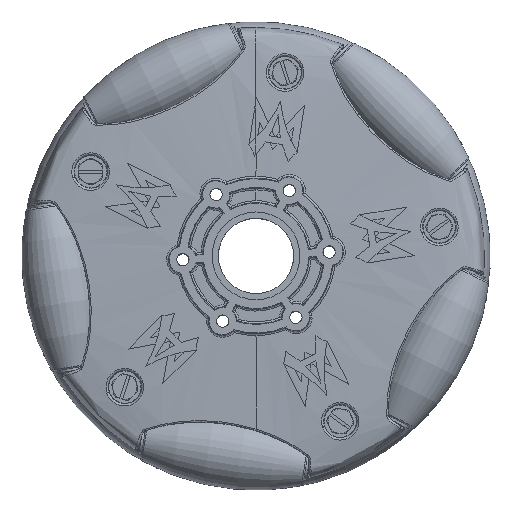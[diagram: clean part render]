
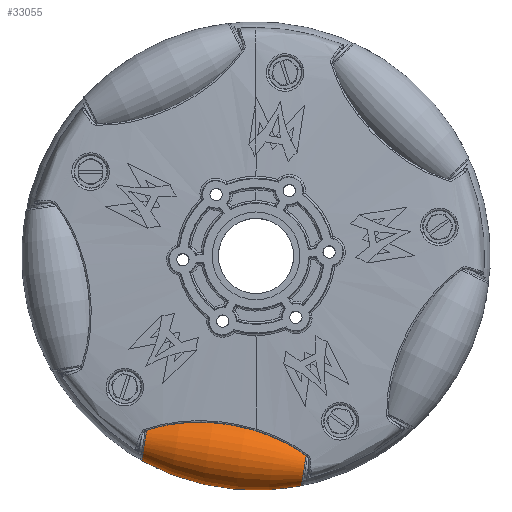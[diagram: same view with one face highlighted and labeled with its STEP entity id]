
A CAD part, top view. The second image highlights one B-rep face of the part: STEP entity #33055.
In plain terms, the highlighted toroidal (fillet/blend) face has major radius 64.77 mm and minor radius 76.2 mm.
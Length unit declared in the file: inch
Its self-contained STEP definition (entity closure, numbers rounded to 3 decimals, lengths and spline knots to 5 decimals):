
#1360 = CARTESIAN_POINT ( 'NONE',  ( 2.34568, 0.88393, 0. ) ) ;
#3836 = ORIENTED_EDGE ( 'NONE', *, *, #47227, .F. ) ;
#7970 = DIRECTION ( 'NONE',  ( 0., 0., 1. ) ) ;
#10541 = EDGE_CURVE ( 'NONE', #69055, #60665, #74257, .T. ) ;
#12250 = TOROIDAL_SURFACE ( 'NONE', #68524, -2.55, 3. ) ;
#12685 = CARTESIAN_POINT ( 'NONE',  ( 1.07225, 2.534, 0. ) ) ;
#17286 = CIRCLE ( 'NONE', #36431, 3. ) ;
#18039 = DIRECTION ( 'NONE',  ( 0., 0., -1. ) ) ;
#18734 = DIRECTION ( 'NONE',  ( 0.707, 0.707, 0. ) ) ;
#23418 = VERTEX_POINT ( 'NONE', #65182 ) ;
#24328 = CARTESIAN_POINT ( 'NONE',  ( 0.88393, 2.34568, 0. ) ) ;
#25525 = AXIS2_PLACEMENT_3D ( 'NONE', #12685, #55182, #18734 ) ;
#28327 = EDGE_LOOP ( 'NONE', ( #48106, #52067, #46134, #3836 ) ) ;
#28349 = FACE_OUTER_BOUND ( 'NONE', #28327, .T. ) ;
#28417 = CIRCLE ( 'NONE', #34890, 0.26632 ) ;
#29038 = DIRECTION ( 'NONE',  ( -0.707, 0.707, 0. ) ) ;
#32338 = EDGE_CURVE ( 'NONE', #33049, #23418, #28417, .T. ) ;
#33049 = VERTEX_POINT ( 'NONE', #1360 ) ;
#33055 = ADVANCED_FACE ( 'NONE', ( #28349 ), #12250, .T. ) ;
#34890 = AXIS2_PLACEMENT_3D ( 'NONE', #65479, #29038, #71626 ) ;
#36431 = AXIS2_PLACEMENT_3D ( 'NONE', #44347, #7970, #50453 ) ;
#37967 = DIRECTION ( 'NONE',  ( -0.707, -0.707, 0. ) ) ;
#43123 = EDGE_CURVE ( 'NONE', #23418, #69055, #17286, .T. ) ;
#43852 = CARTESIAN_POINT ( 'NONE',  ( 1.80312, 1.80312, 0. ) ) ;
#44347 = CARTESIAN_POINT ( 'NONE',  ( 0., 0., 0. ) ) ;
#46134 = ORIENTED_EDGE ( 'NONE', *, *, #10541, .T. ) ;
#46866 = AXIS2_PLACEMENT_3D ( 'NONE', #54464, #18039, #60574 ) ;
#47227 = EDGE_CURVE ( 'NONE', #33049, #60665, #75980, .T. ) ;
#48106 = ORIENTED_EDGE ( 'NONE', *, *, #32338, .T. ) ;
#50453 = DIRECTION ( 'NONE',  ( 1., 0., 0. ) ) ;
#52067 = ORIENTED_EDGE ( 'NONE', *, *, #43123, .T. ) ;
#54464 = CARTESIAN_POINT ( 'NONE',  ( 3.60624, 3.60624, 0. ) ) ;
#55182 = DIRECTION ( 'NONE',  ( 0.707, -0.707, 0. ) ) ;
#60574 = DIRECTION ( 'NONE',  ( -1., 0., 0. ) ) ;
#60665 = VERTEX_POINT ( 'NONE', #24328 ) ;
#65182 = CARTESIAN_POINT ( 'NONE',  ( 2.72231, 1.26056, 0. ) ) ;
#65479 = CARTESIAN_POINT ( 'NONE',  ( 2.534, 1.07225, 0. ) ) ;
#68524 = AXIS2_PLACEMENT_3D ( 'NONE', #43852, #74407, #37967 ) ;
#69055 = VERTEX_POINT ( 'NONE', #74563 ) ;
#71626 = DIRECTION ( 'NONE',  ( -0.707, -0.707, 0. ) ) ;
#74257 = CIRCLE ( 'NONE', #25525, 0.26632 ) ;
#74407 = DIRECTION ( 'NONE',  ( -0.707, 0.707, 0. ) ) ;
#74563 = CARTESIAN_POINT ( 'NONE',  ( 1.26056, 2.72231, 0. ) ) ;
#75980 = CIRCLE ( 'NONE', #46866, 3. ) ;
